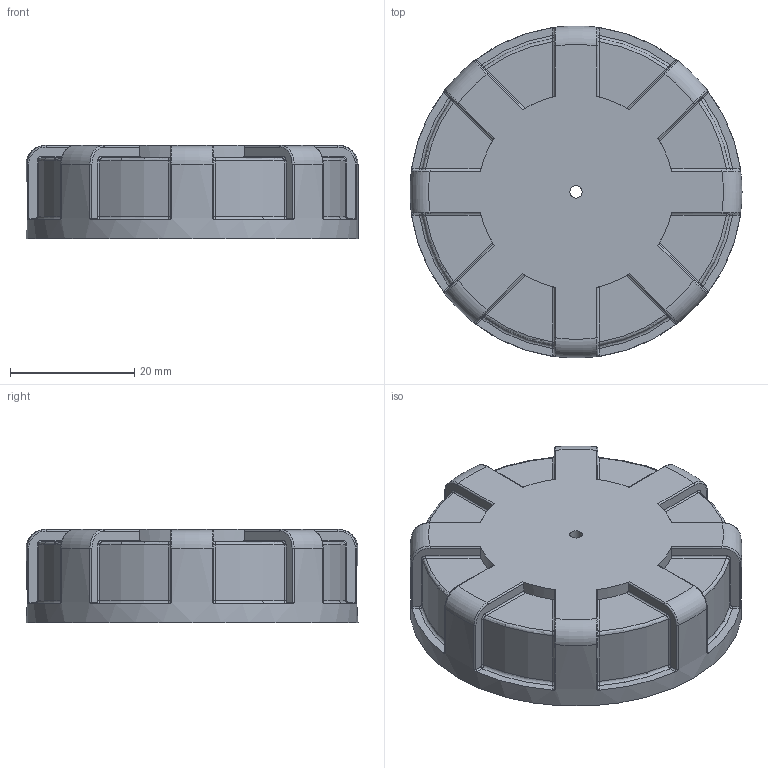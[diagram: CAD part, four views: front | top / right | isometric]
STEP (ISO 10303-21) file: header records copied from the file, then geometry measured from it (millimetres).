
FILE_DESCRIPTION( ( 'Unknown' ), '1' );
FILE_NAME( '6147050_TS4.stp', 'Unknown', ( 'Unknown' ), ( 'Unknown' ), 'PSStep 14.0', 'Unknown', ' ' );
FILE_SCHEMA( ( 'AUTOMOTIVE_DESIGN { 1 0 10303 214 1 1 1 1 }' ) );
Length unit declared in the file: millimetre
Products named in the file (1): 1
Bounding box: 53.5 x 53.5 x 15 mm (x, y, z)
Volume: 16119.7 mm3; surface area: 8739.8 mm2
Topology: 1 solids, 1 shells, 226 faces, 555 edges, 333 vertices
Faces by surface type: cylinder 99, bspline 48, torus 42, plane 36, cone 1
Full cylindrical faces by diameter (mm): 2 x1, 38.952 x1, 53.5 x1
Entity records: 17166 total; most frequent: CARTESIAN_POINT 10389, ORIENTED_EDGE 1090, DIRECTION 984, EDGE_CURVE 545, AXIS2_PLACEMENT_3D 404, VERTEX_POINT 329, EDGE_LOOP 236, FACE_OUTER_BOUND 231
